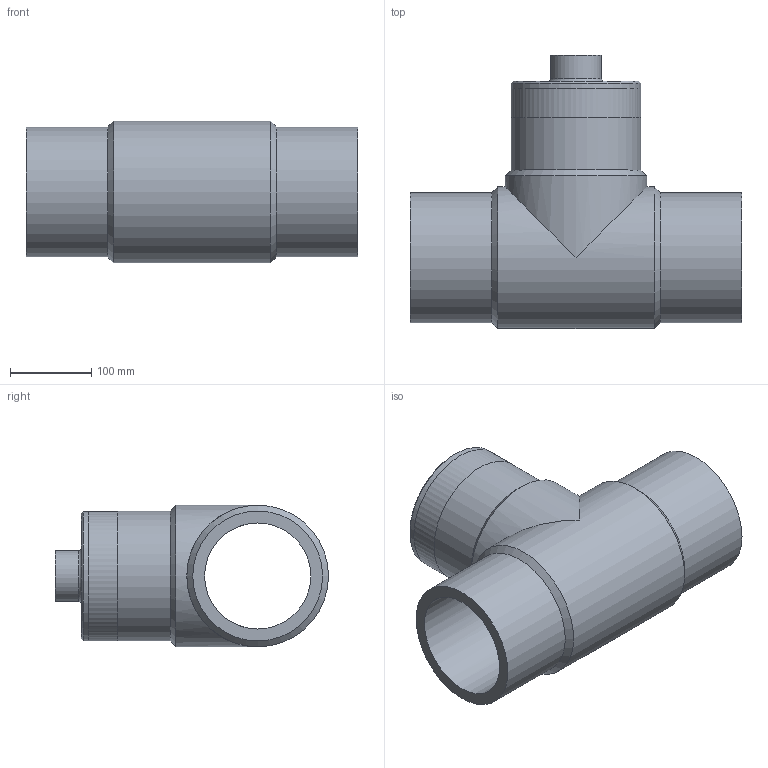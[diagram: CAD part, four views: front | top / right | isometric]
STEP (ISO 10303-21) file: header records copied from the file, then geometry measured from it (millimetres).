
FILE_DESCRIPTION (( 'STEP AP203' ), '1' );
FILE_NAME ('581248530.STEP', '2017-08-01T19:11:35', ( '' ), ( '' ), 'SwSTEP 2.0', 'SolidWorks 2017', '' );
FILE_SCHEMA (( 'CONFIG_CONTROL_DESIGN' ));
Length unit declared in the file: inch
Products named in the file (1): 581248530
Bounding box: 408 x 336.47 x 174.6 mm (x, y, z)
Volume: 4821265.8 mm3; surface area: 585196.3 mm2
Topology: 2 solids, 2 shells, 25 faces, 54 edges, 33 vertices
Faces by surface type: cylinder 11, plane 6, cone 5, torus 3
Full cylindrical faces by diameter (mm): 51.41 x1, 62.992 x1, 130.8 x2, 130.81 x1, 160 x3, 160.02 x1, 174.6 x2
Entity records: 619 total; most frequent: DIRECTION 100, CARTESIAN_POINT 94, ORIENTED_EDGE 56, EDGE_LOOP 52, AXIS2_PLACEMENT_3D 50, FACE_OUTER_BOUND 39, VERTEX_POINT 28, EDGE_CURVE 28
